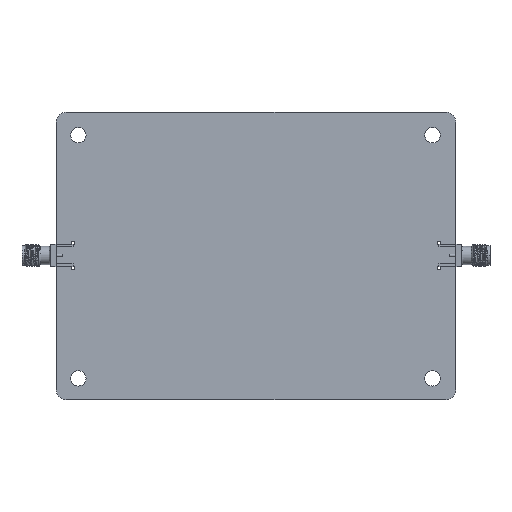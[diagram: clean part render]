
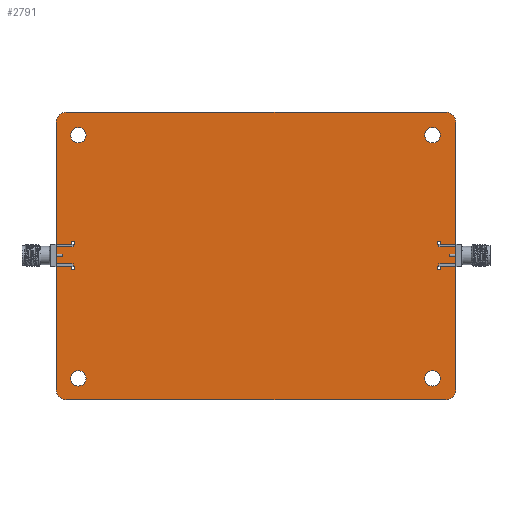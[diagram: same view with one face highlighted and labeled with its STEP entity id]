
A CAD part, top view. The second image highlights one B-rep face of the part: STEP entity #2791.
In plain terms, the highlighted planar face has unit normal (0, 0, 1).
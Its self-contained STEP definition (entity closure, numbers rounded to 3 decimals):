
#2530 = VERTEX_POINT('',#2531);
#2531 = CARTESIAN_POINT('',(52.895,40.25,1.6));
#2537 = EDGE_CURVE('',#2530,#2538,#2540,.T.);
#2538 = VERTEX_POINT('',#2539);
#2539 = CARTESIAN_POINT('',(55.893,37.418,1.6));
#2540 = CIRCLE('',#2541,2.998);
#2541 = AXIS2_PLACEMENT_3D('',#2542,#2543,#2544);
#2542 = CARTESIAN_POINT('',(52.899,37.252,1.6));
#2543 = DIRECTION('',(0.,0.,-1.));
#2544 = DIRECTION('',(-0.002,1.,0.));
#2572 = VERTEX_POINT('',#2573);
#2573 = CARTESIAN_POINT('',(-52.895,40.25,1.6));
#2579 = EDGE_CURVE('',#2572,#2530,#2580,.T.);
#2580 = LINE('',#2581,#2582);
#2581 = CARTESIAN_POINT('',(-52.895,40.25,1.6));
#2582 = VECTOR('',#2583,1.);
#2583 = DIRECTION('',(1.,0.,0.));
#2601 = EDGE_CURVE('',#2538,#2602,#2604,.T.);
#2602 = VERTEX_POINT('',#2603);
#2603 = CARTESIAN_POINT('',(55.895,37.25,1.6));
#2604 = LINE('',#2605,#2606);
#2605 = CARTESIAN_POINT('',(55.893,37.418,1.6));
#2606 = VECTOR('',#2607,1.);
#2607 = DIRECTION('',(0.013,-1.,0.));
#2791 = ADVANCED_FACE('',(#2792,#2862,#2873,#2884,#2895,#2906,#2917,
    #2928,#2939),#2950,.T.);
#2792 = FACE_BOUND('',#2793,.T.);
#2793 = EDGE_LOOP('',(#2794,#2795,#2796,#2804,#2813,#2821,#2829,#2838,
    #2846,#2855,#2861));
#2794 = ORIENTED_EDGE('',*,*,#2537,.F.);
#2795 = ORIENTED_EDGE('',*,*,#2579,.F.);
#2796 = ORIENTED_EDGE('',*,*,#2797,.F.);
#2797 = EDGE_CURVE('',#2798,#2572,#2800,.T.);
#2798 = VERTEX_POINT('',#2799);
#2799 = CARTESIAN_POINT('',(-53.063,40.248,1.6));
#2800 = LINE('',#2801,#2802);
#2801 = CARTESIAN_POINT('',(-53.063,40.248,1.6));
#2802 = VECTOR('',#2803,1.);
#2803 = DIRECTION('',(1.,0.014,0.));
#2804 = ORIENTED_EDGE('',*,*,#2805,.F.);
#2805 = EDGE_CURVE('',#2806,#2798,#2808,.T.);
#2806 = VERTEX_POINT('',#2807);
#2807 = CARTESIAN_POINT('',(-55.895,37.25,1.6));
#2808 = CIRCLE('',#2809,2.998);
#2809 = AXIS2_PLACEMENT_3D('',#2810,#2811,#2812);
#2810 = CARTESIAN_POINT('',(-52.897,37.254,1.6));
#2811 = DIRECTION('',(0.,0.,-1.));
#2812 = DIRECTION('',(-1.,-0.001,-0.));
#2813 = ORIENTED_EDGE('',*,*,#2814,.F.);
#2814 = EDGE_CURVE('',#2815,#2806,#2817,.T.);
#2815 = VERTEX_POINT('',#2816);
#2816 = CARTESIAN_POINT('',(-55.895,-37.25,1.6));
#2817 = LINE('',#2818,#2819);
#2818 = CARTESIAN_POINT('',(-55.895,-37.25,1.6));
#2819 = VECTOR('',#2820,1.);
#2820 = DIRECTION('',(0.,1.,0.));
#2821 = ORIENTED_EDGE('',*,*,#2822,.F.);
#2822 = EDGE_CURVE('',#2823,#2815,#2825,.T.);
#2823 = VERTEX_POINT('',#2824);
#2824 = CARTESIAN_POINT('',(-55.893,-37.418,1.6));
#2825 = LINE('',#2826,#2827);
#2826 = CARTESIAN_POINT('',(-55.893,-37.418,1.6));
#2827 = VECTOR('',#2828,1.);
#2828 = DIRECTION('',(-0.014,1.,0.));
#2829 = ORIENTED_EDGE('',*,*,#2830,.F.);
#2830 = EDGE_CURVE('',#2831,#2823,#2833,.T.);
#2831 = VERTEX_POINT('',#2832);
#2832 = CARTESIAN_POINT('',(-52.895,-40.25,1.6));
#2833 = CIRCLE('',#2834,2.998);
#2834 = AXIS2_PLACEMENT_3D('',#2835,#2836,#2837);
#2835 = CARTESIAN_POINT('',(-52.899,-37.252,1.6));
#2836 = DIRECTION('',(0.,0.,-1.));
#2837 = DIRECTION('',(0.001,-1.,0.));
#2838 = ORIENTED_EDGE('',*,*,#2839,.F.);
#2839 = EDGE_CURVE('',#2840,#2831,#2842,.T.);
#2840 = VERTEX_POINT('',#2841);
#2841 = CARTESIAN_POINT('',(52.895,-40.25,1.6));
#2842 = LINE('',#2843,#2844);
#2843 = CARTESIAN_POINT('',(52.895,-40.25,1.6));
#2844 = VECTOR('',#2845,1.);
#2845 = DIRECTION('',(-1.,0.,0.));
#2846 = ORIENTED_EDGE('',*,*,#2847,.F.);
#2847 = EDGE_CURVE('',#2848,#2840,#2850,.T.);
#2848 = VERTEX_POINT('',#2849);
#2849 = CARTESIAN_POINT('',(55.895,-37.25,1.6));
#2850 = CIRCLE('',#2851,3.);
#2851 = AXIS2_PLACEMENT_3D('',#2852,#2853,#2854);
#2852 = CARTESIAN_POINT('',(52.895,-37.25,1.6));
#2853 = DIRECTION('',(0.,0.,-1.));
#2854 = DIRECTION('',(1.,0.,0.));
#2855 = ORIENTED_EDGE('',*,*,#2856,.F.);
#2856 = EDGE_CURVE('',#2602,#2848,#2857,.T.);
#2857 = LINE('',#2858,#2859);
#2858 = CARTESIAN_POINT('',(55.895,37.25,1.6));
#2859 = VECTOR('',#2860,1.);
#2860 = DIRECTION('',(0.,-1.,0.));
#2861 = ORIENTED_EDGE('',*,*,#2601,.F.);
#2862 = FACE_BOUND('',#2863,.T.);
#2863 = EDGE_LOOP('',(#2864));
#2864 = ORIENTED_EDGE('',*,*,#2865,.T.);
#2865 = EDGE_CURVE('',#2866,#2866,#2868,.T.);
#2866 = VERTEX_POINT('',#2867);
#2867 = CARTESIAN_POINT('',(-49.666,-36.375,1.6));
#2868 = CIRCLE('',#2869,2.15);
#2869 = AXIS2_PLACEMENT_3D('',#2870,#2871,#2872);
#2870 = CARTESIAN_POINT('',(-49.666,-34.225,1.6));
#2871 = DIRECTION('',(-0.,0.,-1.));
#2872 = DIRECTION('',(-0.,-1.,0.));
#2873 = FACE_BOUND('',#2874,.T.);
#2874 = EDGE_LOOP('',(#2875));
#2875 = ORIENTED_EDGE('',*,*,#2876,.T.);
#2876 = EDGE_CURVE('',#2877,#2877,#2879,.T.);
#2877 = VERTEX_POINT('',#2878);
#2878 = CARTESIAN_POINT('',(-51.142,-3.846,1.6));
#2879 = CIRCLE('',#2880,0.5);
#2880 = AXIS2_PLACEMENT_3D('',#2881,#2882,#2883);
#2881 = CARTESIAN_POINT('',(-51.142,-3.346,1.6));
#2882 = DIRECTION('',(-0.,0.,-1.));
#2883 = DIRECTION('',(-0.,-1.,0.));
#2884 = FACE_BOUND('',#2885,.T.);
#2885 = EDGE_LOOP('',(#2886));
#2886 = ORIENTED_EDGE('',*,*,#2887,.T.);
#2887 = EDGE_CURVE('',#2888,#2888,#2890,.T.);
#2888 = VERTEX_POINT('',#2889);
#2889 = CARTESIAN_POINT('',(49.334,-36.375,1.6));
#2890 = CIRCLE('',#2891,2.15);
#2891 = AXIS2_PLACEMENT_3D('',#2892,#2893,#2894);
#2892 = CARTESIAN_POINT('',(49.334,-34.225,1.6));
#2893 = DIRECTION('',(-0.,0.,-1.));
#2894 = DIRECTION('',(-0.,-1.,0.));
#2895 = FACE_BOUND('',#2896,.T.);
#2896 = EDGE_LOOP('',(#2897));
#2897 = ORIENTED_EDGE('',*,*,#2898,.T.);
#2898 = EDGE_CURVE('',#2899,#2899,#2901,.T.);
#2899 = VERTEX_POINT('',#2900);
#2900 = CARTESIAN_POINT('',(51.152,-3.847,1.6));
#2901 = CIRCLE('',#2902,0.5);
#2902 = AXIS2_PLACEMENT_3D('',#2903,#2904,#2905);
#2903 = CARTESIAN_POINT('',(51.152,-3.347,1.6));
#2904 = DIRECTION('',(-0.,0.,-1.));
#2905 = DIRECTION('',(-0.,-1.,0.));
#2906 = FACE_BOUND('',#2907,.T.);
#2907 = EDGE_LOOP('',(#2908));
#2908 = ORIENTED_EDGE('',*,*,#2909,.T.);
#2909 = EDGE_CURVE('',#2910,#2910,#2912,.T.);
#2910 = VERTEX_POINT('',#2911);
#2911 = CARTESIAN_POINT('',(-51.142,3.154,1.6));
#2912 = CIRCLE('',#2913,0.5);
#2913 = AXIS2_PLACEMENT_3D('',#2914,#2915,#2916);
#2914 = CARTESIAN_POINT('',(-51.142,3.654,1.6));
#2915 = DIRECTION('',(-0.,0.,-1.));
#2916 = DIRECTION('',(-0.,-1.,0.));
#2917 = FACE_BOUND('',#2918,.T.);
#2918 = EDGE_LOOP('',(#2919));
#2919 = ORIENTED_EDGE('',*,*,#2920,.T.);
#2920 = EDGE_CURVE('',#2921,#2921,#2923,.T.);
#2921 = VERTEX_POINT('',#2922);
#2922 = CARTESIAN_POINT('',(-49.666,31.625,1.6));
#2923 = CIRCLE('',#2924,2.15);
#2924 = AXIS2_PLACEMENT_3D('',#2925,#2926,#2927);
#2925 = CARTESIAN_POINT('',(-49.666,33.775,1.6));
#2926 = DIRECTION('',(-0.,0.,-1.));
#2927 = DIRECTION('',(-0.,-1.,0.));
#2928 = FACE_BOUND('',#2929,.T.);
#2929 = EDGE_LOOP('',(#2930));
#2930 = ORIENTED_EDGE('',*,*,#2931,.T.);
#2931 = EDGE_CURVE('',#2932,#2932,#2934,.T.);
#2932 = VERTEX_POINT('',#2933);
#2933 = CARTESIAN_POINT('',(51.152,3.153,1.6));
#2934 = CIRCLE('',#2935,0.5);
#2935 = AXIS2_PLACEMENT_3D('',#2936,#2937,#2938);
#2936 = CARTESIAN_POINT('',(51.152,3.653,1.6));
#2937 = DIRECTION('',(-0.,0.,-1.));
#2938 = DIRECTION('',(-0.,-1.,0.));
#2939 = FACE_BOUND('',#2940,.T.);
#2940 = EDGE_LOOP('',(#2941));
#2941 = ORIENTED_EDGE('',*,*,#2942,.T.);
#2942 = EDGE_CURVE('',#2943,#2943,#2945,.T.);
#2943 = VERTEX_POINT('',#2944);
#2944 = CARTESIAN_POINT('',(49.334,31.625,1.6));
#2945 = CIRCLE('',#2946,2.15);
#2946 = AXIS2_PLACEMENT_3D('',#2947,#2948,#2949);
#2947 = CARTESIAN_POINT('',(49.334,33.775,1.6));
#2948 = DIRECTION('',(-0.,0.,-1.));
#2949 = DIRECTION('',(-0.,-1.,0.));
#2950 = PLANE('',#2951);
#2951 = AXIS2_PLACEMENT_3D('',#2952,#2953,#2954);
#2952 = CARTESIAN_POINT('',(0.,0.,1.6));
#2953 = DIRECTION('',(0.,0.,1.));
#2954 = DIRECTION('',(1.,0.,-0.));
